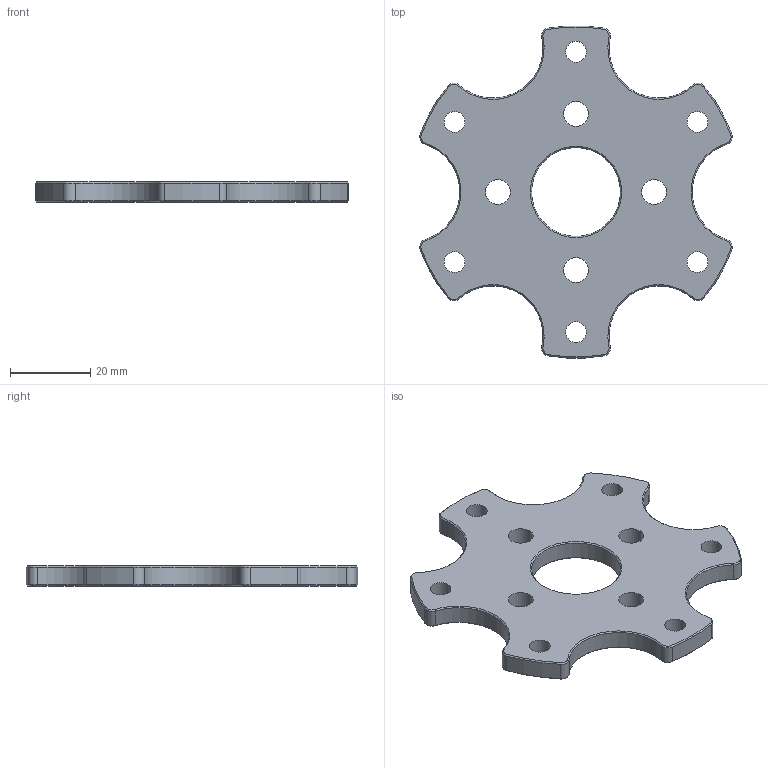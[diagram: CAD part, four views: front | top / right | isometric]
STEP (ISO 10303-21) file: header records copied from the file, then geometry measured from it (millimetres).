
FILE_DESCRIPTION(/* description */ (''),/* implementation_level */ '2;1');
FILE_NAME(/* name */ 'Top.stp',/* time_stamp */ '2025-07-02T23:19:18+07:00',/* author */ ('esmak'),/* organization */ (''),/* preprocessor_version */ 'ST-DEVELOPER v20',/* originating_system */ 'Autodesk Inventor 2025',/* authorisation */ '');
FILE_SCHEMA (('AUTOMOTIVE_DESIGN { 1 0 10303 214 3 1 1 }'));
Length unit declared in the file: millimetre
Products named in the file (1): Top
Bounding box: 78.03 x 82.87 x 5 mm (x, y, z)
Volume: 16889.8 mm3; surface area: 9416 mm2
Topology: 1 solids, 1 shells, 87 faces, 205 edges, 120 vertices
Faces by surface type: cone 50, cylinder 35, plane 2
Full cylindrical faces by diameter (mm): 5.2 x6, 6.2 x4, 22.2 x1
Entity records: 2586 total; most frequent: DIRECTION 501, CARTESIAN_POINT 413, ORIENTED_EDGE 410, AXIS2_PLACEMENT_3D 208, EDGE_CURVE 205, CIRCLE 120, VERTEX_POINT 120, EDGE_LOOP 109
